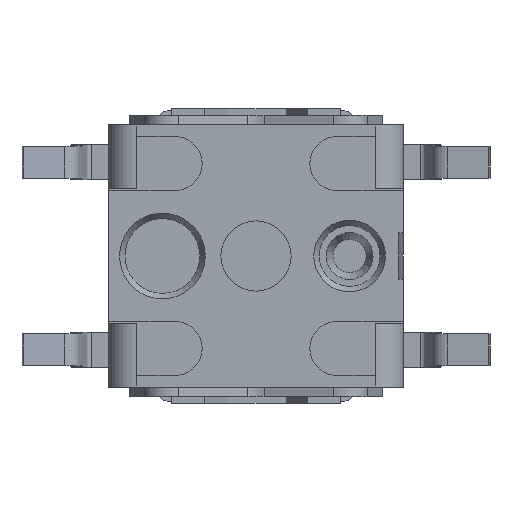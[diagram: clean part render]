
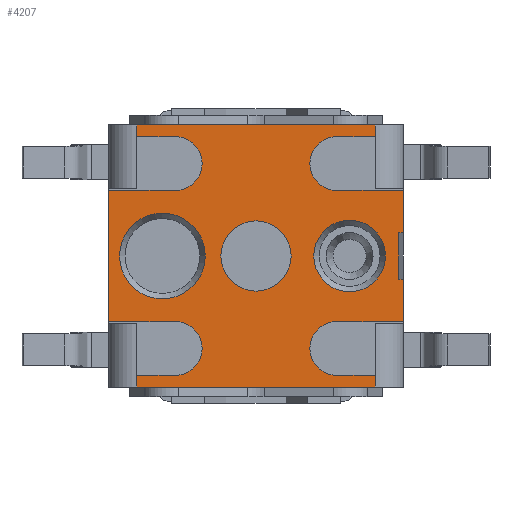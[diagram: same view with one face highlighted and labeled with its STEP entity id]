
A CAD part, front view. The second image highlights one B-rep face of the part: STEP entity #4207.
In plain terms, the highlighted planar face has unit normal (0, -1, 0).
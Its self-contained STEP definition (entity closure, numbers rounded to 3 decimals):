
#106=LINE('',#6009,#633);
#107=LINE('',#6012,#634);
#108=LINE('',#6014,#635);
#109=LINE('',#6016,#636);
#110=LINE('',#6020,#637);
#111=LINE('',#6022,#638);
#112=LINE('',#6024,#639);
#113=LINE('',#6026,#640);
#114=LINE('',#6028,#641);
#115=LINE('',#6032,#642);
#116=LINE('',#6034,#643);
#117=LINE('',#6036,#644);
#118=LINE('',#6040,#645);
#119=LINE('',#6042,#646);
#120=LINE('',#6044,#647);
#121=LINE('',#6046,#648);
#122=LINE('',#6048,#649);
#123=LINE('',#6052,#650);
#124=LINE('',#6054,#651);
#125=LINE('',#6056,#652);
#633=VECTOR('',#4820,1000.);
#634=VECTOR('',#4821,1000.);
#635=VECTOR('',#4822,1000.);
#636=VECTOR('',#4823,1000.);
#637=VECTOR('',#4826,1000.);
#638=VECTOR('',#4827,1000.);
#639=VECTOR('',#4828,1000.);
#640=VECTOR('',#4829,1000.);
#641=VECTOR('',#4830,1000.);
#642=VECTOR('',#4833,1000.);
#643=VECTOR('',#4834,1000.);
#644=VECTOR('',#4835,1000.);
#645=VECTOR('',#4838,1000.);
#646=VECTOR('',#4839,1000.);
#647=VECTOR('',#4840,1000.);
#648=VECTOR('',#4841,1000.);
#649=VECTOR('',#4842,1000.);
#650=VECTOR('',#4845,1000.);
#651=VECTOR('',#4846,1000.);
#652=VECTOR('',#4847,1000.);
#1160=ORIENTED_EDGE('',*,*,#2414,.F.);
#1161=ORIENTED_EDGE('',*,*,#2415,.F.);
#1162=ORIENTED_EDGE('',*,*,#2416,.F.);
#1163=ORIENTED_EDGE('',*,*,#2417,.F.);
#1164=ORIENTED_EDGE('',*,*,#2418,.T.);
#1165=ORIENTED_EDGE('',*,*,#2419,.F.);
#1166=ORIENTED_EDGE('',*,*,#2420,.T.);
#1167=ORIENTED_EDGE('',*,*,#2421,.T.);
#1168=ORIENTED_EDGE('',*,*,#2422,.T.);
#1169=ORIENTED_EDGE('',*,*,#2423,.F.);
#1170=ORIENTED_EDGE('',*,*,#2424,.F.);
#1171=ORIENTED_EDGE('',*,*,#2425,.T.);
#1172=ORIENTED_EDGE('',*,*,#2426,.T.);
#1173=ORIENTED_EDGE('',*,*,#2427,.T.);
#1174=ORIENTED_EDGE('',*,*,#2428,.T.);
#1175=ORIENTED_EDGE('',*,*,#2429,.F.);
#1176=ORIENTED_EDGE('',*,*,#2430,.T.);
#1177=ORIENTED_EDGE('',*,*,#2431,.T.);
#1178=ORIENTED_EDGE('',*,*,#2432,.T.);
#1179=ORIENTED_EDGE('',*,*,#2433,.F.);
#1180=ORIENTED_EDGE('',*,*,#2434,.F.);
#1181=ORIENTED_EDGE('',*,*,#2435,.T.);
#1182=ORIENTED_EDGE('',*,*,#2436,.T.);
#1183=ORIENTED_EDGE('',*,*,#2437,.T.);
#1184=ORIENTED_EDGE('',*,*,#2438,.T.);
#1185=ORIENTED_EDGE('',*,*,#2439,.F.);
#1186=ORIENTED_EDGE('',*,*,#2440,.F.);
#2414=EDGE_CURVE('',#3041,#3041,#3459,.T.);
#2415=EDGE_CURVE('',#3042,#3042,#3460,.T.);
#2416=EDGE_CURVE('',#3043,#3043,#3461,.T.);
#2417=EDGE_CURVE('',#3044,#3045,#106,.T.);
#2418=EDGE_CURVE('',#3044,#3046,#107,.T.);
#2419=EDGE_CURVE('',#3047,#3046,#108,.T.);
#2420=EDGE_CURVE('',#3047,#3048,#109,.T.);
#2421=EDGE_CURVE('',#3048,#3049,#3462,.T.);
#2422=EDGE_CURVE('',#3049,#3050,#110,.T.);
#2423=EDGE_CURVE('',#3051,#3050,#111,.T.);
#2424=EDGE_CURVE('',#3052,#3051,#112,.T.);
#2425=EDGE_CURVE('',#3052,#3053,#113,.T.);
#2426=EDGE_CURVE('',#3053,#3054,#114,.T.);
#2427=EDGE_CURVE('',#3054,#3055,#3463,.T.);
#2428=EDGE_CURVE('',#3055,#3056,#115,.T.);
#2429=EDGE_CURVE('',#3057,#3056,#116,.T.);
#2430=EDGE_CURVE('',#3057,#3058,#117,.T.);
#2431=EDGE_CURVE('',#3058,#3059,#3464,.T.);
#2432=EDGE_CURVE('',#3059,#3060,#118,.T.);
#2433=EDGE_CURVE('',#3061,#3060,#119,.T.);
#2434=EDGE_CURVE('',#3062,#3061,#120,.T.);
#2435=EDGE_CURVE('',#3062,#3063,#121,.T.);
#2436=EDGE_CURVE('',#3063,#3064,#122,.T.);
#2437=EDGE_CURVE('',#3064,#3065,#3465,.T.);
#2438=EDGE_CURVE('',#3065,#3066,#123,.T.);
#2439=EDGE_CURVE('',#3067,#3066,#124,.T.);
#2440=EDGE_CURVE('',#3045,#3067,#125,.T.);
#3041=VERTEX_POINT('',#6004);
#3042=VERTEX_POINT('',#6006);
#3043=VERTEX_POINT('',#6008);
#3044=VERTEX_POINT('',#6010);
#3045=VERTEX_POINT('',#6011);
#3046=VERTEX_POINT('',#6013);
#3047=VERTEX_POINT('',#6015);
#3048=VERTEX_POINT('',#6017);
#3049=VERTEX_POINT('',#6019);
#3050=VERTEX_POINT('',#6021);
#3051=VERTEX_POINT('',#6023);
#3052=VERTEX_POINT('',#6025);
#3053=VERTEX_POINT('',#6027);
#3054=VERTEX_POINT('',#6029);
#3055=VERTEX_POINT('',#6031);
#3056=VERTEX_POINT('',#6033);
#3057=VERTEX_POINT('',#6035);
#3058=VERTEX_POINT('',#6037);
#3059=VERTEX_POINT('',#6039);
#3060=VERTEX_POINT('',#6041);
#3061=VERTEX_POINT('',#6043);
#3062=VERTEX_POINT('',#6045);
#3063=VERTEX_POINT('',#6047);
#3064=VERTEX_POINT('',#6049);
#3065=VERTEX_POINT('',#6051);
#3066=VERTEX_POINT('',#6053);
#3067=VERTEX_POINT('',#6055);
#3459=CIRCLE('',#4480,0.75);
#3460=CIRCLE('',#4481,0.915);
#3461=CIRCLE('',#4482,0.765);
#3462=CIRCLE('',#4483,0.575);
#3463=CIRCLE('',#4484,0.575);
#3464=CIRCLE('',#4485,0.575);
#3465=CIRCLE('',#4486,0.575);
#3559=EDGE_LOOP('',(#1160));
#3560=EDGE_LOOP('',(#1161));
#3561=EDGE_LOOP('',(#1162));
#3562=EDGE_LOOP('',(#1163,#1164,#1165,#1166,#1167,#1168,#1169,#1170,#1171,
#1172,#1173,#1174,#1175,#1176,#1177,#1178,#1179,#1180,#1181,#1182,#1183,
#1184,#1185,#1186));
#3796=FACE_BOUND('',#3559,.T.);
#3797=FACE_BOUND('',#3560,.T.);
#3798=FACE_BOUND('',#3561,.T.);
#3799=FACE_BOUND('',#3562,.T.);
#4033=PLANE('',#4479);
#4207=ADVANCED_FACE('',(#3796,#3797,#3798,#3799),#4033,.F.);
#4479=AXIS2_PLACEMENT_3D('',#6002,#4812,#4813);
#4480=AXIS2_PLACEMENT_3D('',#6003,#4814,#4815);
#4481=AXIS2_PLACEMENT_3D('',#6005,#4816,#4817);
#4482=AXIS2_PLACEMENT_3D('',#6007,#4818,#4819);
#4483=AXIS2_PLACEMENT_3D('',#6018,#4824,#4825);
#4484=AXIS2_PLACEMENT_3D('',#6030,#4831,#4832);
#4485=AXIS2_PLACEMENT_3D('',#6038,#4836,#4837);
#4486=AXIS2_PLACEMENT_3D('',#6050,#4843,#4844);
#4812=DIRECTION('',(0.,1.,0.));
#4813=DIRECTION('',(0.,0.,1.));
#4814=DIRECTION('',(0.,-1.,0.));
#4815=DIRECTION('',(0.,0.,-1.));
#4816=DIRECTION('',(0.,-1.,0.));
#4817=DIRECTION('',(0.,0.,-1.));
#4818=DIRECTION('',(0.,-1.,0.));
#4819=DIRECTION('',(0.,0.,-1.));
#4820=DIRECTION('',(0.,0.,-1.));
#4821=DIRECTION('',(1.,0.,0.));
#4822=DIRECTION('',(0.,0.,-1.));
#4823=DIRECTION('',(-1.,0.,0.));
#4824=DIRECTION('',(0.,1.,0.));
#4825=DIRECTION('',(1.,0.,0.));
#4826=DIRECTION('',(1.,0.,0.));
#4827=DIRECTION('',(0.,0.,-1.));
#4828=DIRECTION('',(1.,0.,0.));
#4829=DIRECTION('',(0.,0.,-1.));
#4830=DIRECTION('',(1.,0.,0.));
#4831=DIRECTION('',(0.,1.,0.));
#4832=DIRECTION('',(1.,0.,0.));
#4833=DIRECTION('',(-1.,0.,0.));
#4834=DIRECTION('',(0.,0.,1.));
#4835=DIRECTION('',(1.,0.,0.));
#4836=DIRECTION('',(0.,1.,0.));
#4837=DIRECTION('',(1.,0.,0.));
#4838=DIRECTION('',(-1.,0.,0.));
#4839=DIRECTION('',(0.,0.,1.));
#4840=DIRECTION('',(-1.,0.,0.));
#4841=DIRECTION('',(0.,0.,1.));
#4842=DIRECTION('',(-1.,0.,0.));
#4843=DIRECTION('',(0.,1.,0.));
#4844=DIRECTION('',(1.,0.,0.));
#4845=DIRECTION('',(1.,0.,0.));
#4846=DIRECTION('',(0.,0.,-1.));
#4847=DIRECTION('',(1.,0.,0.));
#6002=CARTESIAN_POINT('',(0.,-1.9,0.));
#6003=CARTESIAN_POINT('',(0.,-1.9,0.));
#6004=CARTESIAN_POINT('',(0.,-1.9,-0.75));
#6005=CARTESIAN_POINT('',(-2.,-1.9,0.));
#6006=CARTESIAN_POINT('',(-2.,-1.9,-0.915));
#6007=CARTESIAN_POINT('',(2.,-1.9,0.));
#6008=CARTESIAN_POINT('',(2.,-1.9,-0.765));
#6009=CARTESIAN_POINT('',(3.05,-1.9,0.5));
#6010=CARTESIAN_POINT('',(3.05,-1.9,0.5));
#6011=CARTESIAN_POINT('',(3.05,-1.9,-0.5));
#6012=CARTESIAN_POINT('',(3.05,-1.9,0.5));
#6013=CARTESIAN_POINT('',(3.15,-1.9,0.5));
#6014=CARTESIAN_POINT('',(3.15,-1.9,2.8));
#6015=CARTESIAN_POINT('',(3.15,-1.9,1.4));
#6016=CARTESIAN_POINT('',(3.725,-1.9,1.4));
#6017=CARTESIAN_POINT('',(1.725,-1.9,1.4));
#6018=CARTESIAN_POINT('',(1.725,-1.9,1.975));
#6019=CARTESIAN_POINT('',(1.725,-1.9,2.55));
#6020=CARTESIAN_POINT('',(1.725,-1.9,2.55));
#6021=CARTESIAN_POINT('',(2.55,-1.9,2.55));
#6022=CARTESIAN_POINT('',(2.55,-1.9,3.435));
#6023=CARTESIAN_POINT('',(2.55,-1.9,2.8));
#6024=CARTESIAN_POINT('',(-3.15,-1.9,2.8));
#6025=CARTESIAN_POINT('',(-2.55,-1.9,2.8));
#6026=CARTESIAN_POINT('',(-2.55,-1.9,3.435));
#6027=CARTESIAN_POINT('',(-2.55,-1.9,2.55));
#6028=CARTESIAN_POINT('',(-4.,-1.9,2.55));
#6029=CARTESIAN_POINT('',(-1.725,-1.9,2.55));
#6030=CARTESIAN_POINT('',(-1.725,-1.9,1.975));
#6031=CARTESIAN_POINT('',(-1.725,-1.9,1.4));
#6032=CARTESIAN_POINT('',(-1.725,-1.9,1.4));
#6033=CARTESIAN_POINT('',(-3.15,-1.9,1.4));
#6034=CARTESIAN_POINT('',(-3.15,-1.9,-2.8));
#6035=CARTESIAN_POINT('',(-3.15,-1.9,-1.4));
#6036=CARTESIAN_POINT('',(-3.725,-1.9,-1.4));
#6037=CARTESIAN_POINT('',(-1.725,-1.9,-1.4));
#6038=CARTESIAN_POINT('',(-1.725,-1.9,-1.975));
#6039=CARTESIAN_POINT('',(-1.725,-1.9,-2.55));
#6040=CARTESIAN_POINT('',(-1.725,-1.9,-2.55));
#6041=CARTESIAN_POINT('',(-2.55,-1.9,-2.55));
#6042=CARTESIAN_POINT('',(-2.55,-1.9,-3.435));
#6043=CARTESIAN_POINT('',(-2.55,-1.9,-2.8));
#6044=CARTESIAN_POINT('',(-1.8,-1.9,-2.8));
#6045=CARTESIAN_POINT('',(2.55,-1.9,-2.8));
#6046=CARTESIAN_POINT('',(2.55,-1.9,-3.435));
#6047=CARTESIAN_POINT('',(2.55,-1.9,-2.55));
#6048=CARTESIAN_POINT('',(4.,-1.9,-2.55));
#6049=CARTESIAN_POINT('',(1.725,-1.9,-2.55));
#6050=CARTESIAN_POINT('',(1.725,-1.9,-1.975));
#6051=CARTESIAN_POINT('',(1.725,-1.9,-1.4));
#6052=CARTESIAN_POINT('',(1.725,-1.9,-1.4));
#6053=CARTESIAN_POINT('',(3.15,-1.9,-1.4));
#6054=CARTESIAN_POINT('',(3.15,-1.9,2.8));
#6055=CARTESIAN_POINT('',(3.15,-1.9,-0.5));
#6056=CARTESIAN_POINT('',(3.05,-1.9,-0.5));
